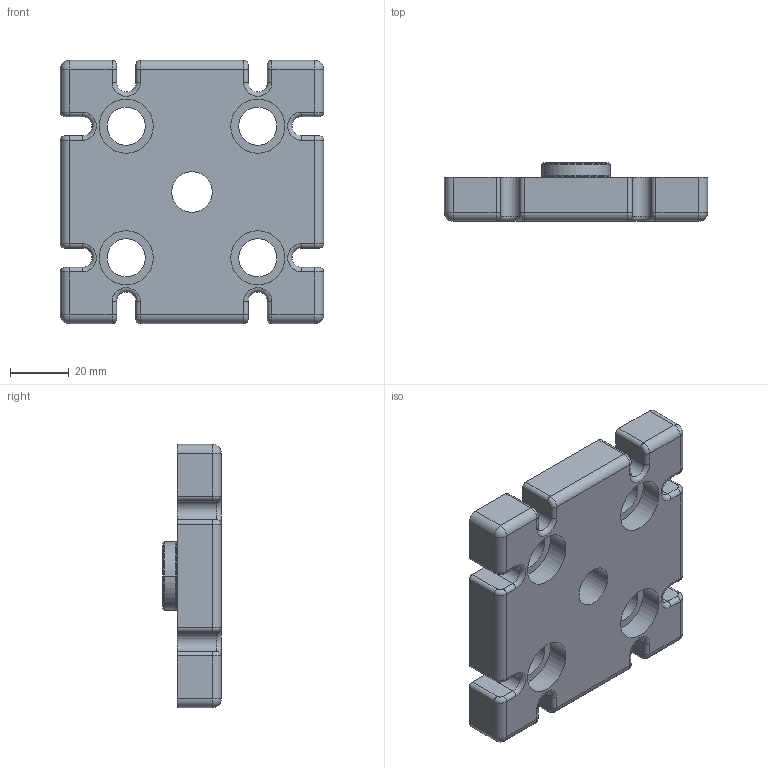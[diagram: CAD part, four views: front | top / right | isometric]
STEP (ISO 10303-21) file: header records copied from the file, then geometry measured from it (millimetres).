
FILE_DESCRIPTION(('STEP AP214'),'1');
FILE_NAME('cctmp_69834E2F-F43F-4369-9729-0F78F78023CC_2020_1_9_16_32_35_913..stp','2020-01-09T15:32:36',('Bosch Rexroth AG'),('CADClick - www.CADClick.com'),'Spatial InterOp 3D',' ','unknown authorization - (Healing Option Enabled)');
FILE_SCHEMA(('AUTOMOTIVE_DESIGN'));
Length unit declared in the file: millimetre
Products named in the file (1): 2020_01_09__16-32-35-913
Bounding box: 90 x 20 x 90 mm (x, y, z)
Volume: 99420.6 mm3; surface area: 24794.6 mm2
Topology: 1 solids, 1 shells, 152 faces, 366 edges, 218 vertices
Faces by surface type: cylinder 76, plane 36, torus 24, cone 12, sphere 4
Entity records: 5656 total; most frequent: DIRECTION 858, CARTESIAN_POINT 733, ORIENTED_EDGE 724, EDGE_CURVE 362, AXIS2_PLACEMENT_3D 343, VERTEX_POINT 218, CIRCLE 190, LINE 172
